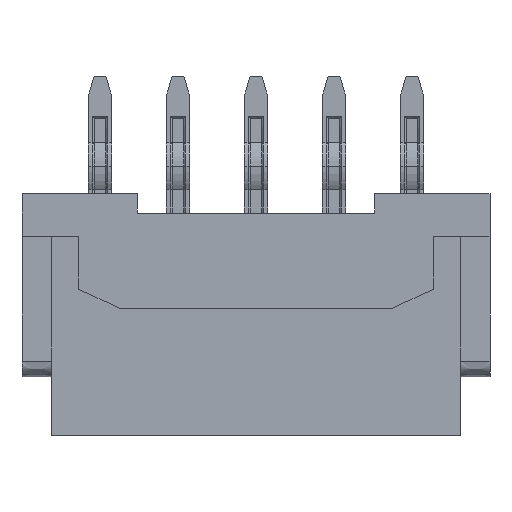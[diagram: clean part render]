
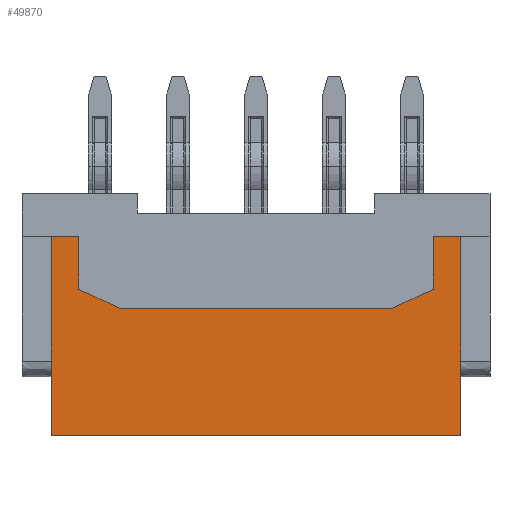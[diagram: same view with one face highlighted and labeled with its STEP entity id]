
A CAD part, front view. The second image highlights one B-rep face of the part: STEP entity #49870.
In plain terms, the highlighted planar face has unit normal (0, -1, 0).
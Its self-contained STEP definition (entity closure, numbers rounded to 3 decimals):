
#5140=CARTESIAN_POINT('',(-28.404,-1.785,3.25));
#5150=VERTEX_POINT('',#5140);
#5180=CARTESIAN_POINT('',(-28.,-1.785,3.062));
#5190=DIRECTION('',(-0.907,0.,0.422));
#5200=VECTOR('',#5190,1.);
#5210=LINE('',#5180,#5200);
#5220=CARTESIAN_POINT('',(-29.479,-1.785,3.75));
#5230=VERTEX_POINT('',#5220);
#5240=EDGE_CURVE('',#5150,#5230,#5210,.T.);
#26710=CARTESIAN_POINT('',(-29.479,-1.785,0.));
#26720=DIRECTION('',(0.,0.,1.));
#26730=VECTOR('',#26720,1.);
#26740=LINE('',#26710,#26730);
#26750=CARTESIAN_POINT('',(-29.479,-1.785,5.1));
#26760=VERTEX_POINT('',#26750);
#26770=EDGE_CURVE('',#5230,#26760,#26740,.T.);
#41960=CARTESIAN_POINT('',(-28.,-1.785,5.1));
#41970=DIRECTION('',(-1.,0.,0.));
#41980=VECTOR('',#41970,1.);
#41990=LINE('',#41960,#41980);
#42000=CARTESIAN_POINT('',(-30.179,-1.785,5.1));
#42010=VERTEX_POINT('',#42000);
#42020=EDGE_CURVE('',#26760,#42010,#41990,.T.);
#43810=CARTESIAN_POINT('',(-30.179,-1.785,0.));
#43820=VERTEX_POINT('',#43810);
#45100=CARTESIAN_POINT('',(-30.179,-1.785,0.));
#45110=DIRECTION('',(0.,0.,1.));
#45120=VECTOR('',#45110,1.);
#45130=LINE('',#45100,#45120);
#45140=EDGE_CURVE('',#43820,#42010,#45130,.T.);
#48980=CARTESIAN_POINT('',(-19.679,-1.785,0.));
#48990=VERTEX_POINT('',#48980);
#49020=CARTESIAN_POINT('',(-19.679,-1.785,0.));
#49030=DIRECTION('',(0.,0.,1.));
#49040=VECTOR('',#49030,1.);
#49050=LINE('',#49020,#49040);
#49060=CARTESIAN_POINT('',(-19.679,-1.785,5.1));
#49070=VERTEX_POINT('',#49060);
#49080=EDGE_CURVE('',#48990,#49070,#49050,.T.);
#49390=CARTESIAN_POINT('',(-51.926,-1.785,
0.));
#49400=DIRECTION('',(0.,-1.,0.));
#49410=DIRECTION('',(1.,0.,0.));
#49420=AXIS2_PLACEMENT_3D('',#49390,#49400,#49410);
#49430=PLANE('',#49420);
#49440=ORIENTED_EDGE('',*,*,#45140,.F.);
#49450=ORIENTED_EDGE('',*,*,#42020,.T.);
#49460=ORIENTED_EDGE('',*,*,#26770,.T.);
#49470=ORIENTED_EDGE('',*,*,#5240,.T.);
#49480=CARTESIAN_POINT('',(-52.179,-1.785,3.25));
#49490=DIRECTION('',(1.,0.,0.));
#49500=VECTOR('',#49490,1.);
#49510=LINE('',#49480,#49500);
#49520=CARTESIAN_POINT('',(-21.454,-1.785,3.25));
#49530=VERTEX_POINT('',#49520);
#49540=EDGE_CURVE('',#5150,#49530,#49510,.T.);
#49550=ORIENTED_EDGE('',*,*,#49540,.F.);
#49560=CARTESIAN_POINT('',(-21.858,-1.785,3.062));
#49570=DIRECTION('',(0.907,0.,
0.422));
#49580=VECTOR('',#49570,1.);
#49590=LINE('',#49560,#49580);
#49600=CARTESIAN_POINT('',(-20.379,-1.785,3.75));
#49610=VERTEX_POINT('',#49600);
#49620=EDGE_CURVE('',#49530,#49610,#49590,.T.);
#49630=ORIENTED_EDGE('',*,*,#49620,.F.);
#49640=CARTESIAN_POINT('',(-20.379,-1.785,0.));
#49650=DIRECTION('',(0.,0.,1.));
#49660=VECTOR('',#49650,1.);
#49670=LINE('',#49640,#49660);
#49680=CARTESIAN_POINT('',(-20.379,-1.785,5.1));
#49690=VERTEX_POINT('',#49680);
#49700=EDGE_CURVE('',#49610,#49690,#49670,.T.);
#49710=ORIENTED_EDGE('',*,*,#49700,.F.);
#49720=CARTESIAN_POINT('',(-21.858,-1.785,5.1));
#49730=DIRECTION('',(1.,0.,0.));
#49740=VECTOR('',#49730,1.);
#49750=LINE('',#49720,#49740);
#49760=EDGE_CURVE('',#49690,#49070,#49750,.T.);
#49770=ORIENTED_EDGE('',*,*,#49760,.F.);
#49780=ORIENTED_EDGE('',*,*,#49080,.T.);
#49790=CARTESIAN_POINT('',(-52.029,-1.785,0.));
#49800=DIRECTION('',(-1.,0.,0.));
#49810=VECTOR('',#49800,1.);
#49820=LINE('',#49790,#49810);
#49830=EDGE_CURVE('',#48990,#43820,#49820,.T.);
#49840=ORIENTED_EDGE('',*,*,#49830,.F.);
#49850=EDGE_LOOP('',(#49840,#49780,#49770,#49710,#49630,#49550,#49470,
#49460,#49450,#49440));
#49860=FACE_OUTER_BOUND('',#49850,.T.);
#49870=ADVANCED_FACE('',(#49860),#49430,.T.);
